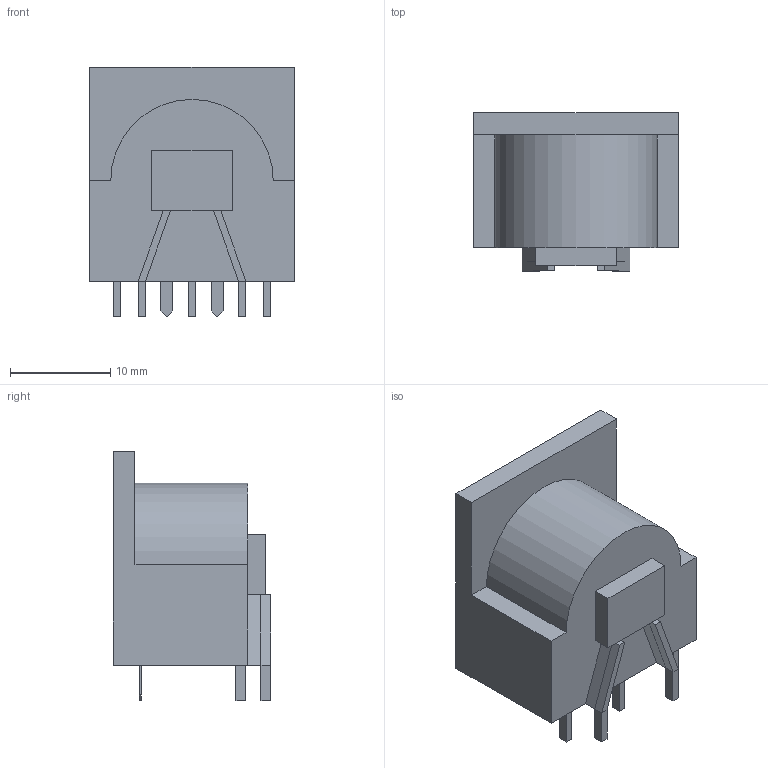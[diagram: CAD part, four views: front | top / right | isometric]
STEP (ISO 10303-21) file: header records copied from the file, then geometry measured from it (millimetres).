
FILE_DESCRIPTION(/* description */ (''),/* implementation_level */ '2;1');
FILE_NAME(/* name */ '57PC5FS v4.step',/* time_stamp */ '2022-07-01T14:25:04-07:00',/* author */ (''),/* organization */ (''),/* preprocessor_version */ 'ST-DEVELOPER v19',/* originating_system */ 'Autodesk Translation Framework v11.7.0.108',/* authorisation */ '');
FILE_SCHEMA (('AUTOMOTIVE_DESIGN { 1 0 10303 214 3 1 1 }'));
Length unit declared in the file: millimetre
Products named in the file (1): 57PC5FS
Bounding box: 20.4 x 15.71 x 24.84 mm (x, y, z)
Volume: 3522.4 mm3; surface area: 3353.4 mm2
Topology: 12 solids, 12 shells, 115 faces, 237 edges, 158 vertices
Faces by surface type: plane 98, cylinder 12, torus 5
Full cylindrical faces by diameter (mm): 1 x5, 1.6 x2, 2.01 x2, 14.73 x1
Entity records: 3046 total; most frequent: CARTESIAN_POINT 511, DIRECTION 508, ORIENTED_EDGE 474, EDGE_CURVE 237, LINE 198, VECTOR 198, VERTEX_POINT 158, AXIS2_PLACEMENT_3D 155
